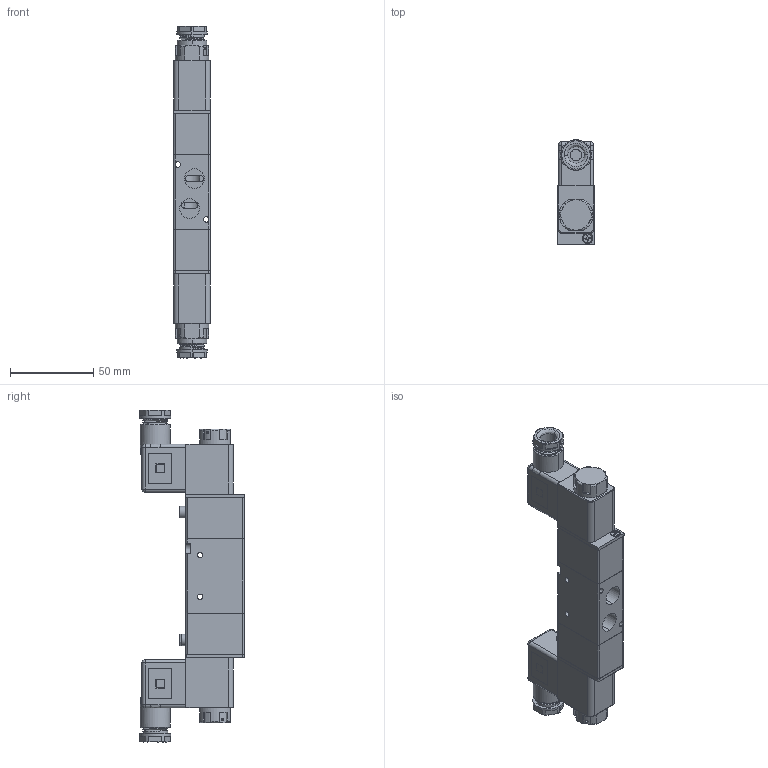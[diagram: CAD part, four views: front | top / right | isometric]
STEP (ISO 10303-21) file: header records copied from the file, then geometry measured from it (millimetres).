
FILE_DESCRIPTION (( 'STEP AP203' ), '1' );
FILE_NAME ('3V220-08-ATEX.step', '2016-11-16T22:57:20', ( '' ), ( '' ), 'SwSTEP 2.0', 'SolidWorks 2016', '' );
FILE_SCHEMA (( 'CONFIG_CONTROL_DESIGN' ));
Products named in the file (1): 3V220-08-ATEX
Bounding box: 22 x 62.75 x 199.55 mm (x, y, z)
Volume: 144411.9 mm3; surface area: 42182.7 mm2
Topology: 11 solids, 12 shells, 549 faces, 1405 edges, 895 vertices
Faces by surface type: plane 278, cylinder 169, cone 42, bspline 36, torus 12, sphere 12
Entity records: 65022 total; most frequent: CARTESIAN_POINT 51861, ORIENTED_EDGE 2790, DIRECTION 2653, EDGE_CURVE 1395, AXIS2_PLACEMENT_3D 953, VERTEX_POINT 895, LINE 747, VECTOR 747
